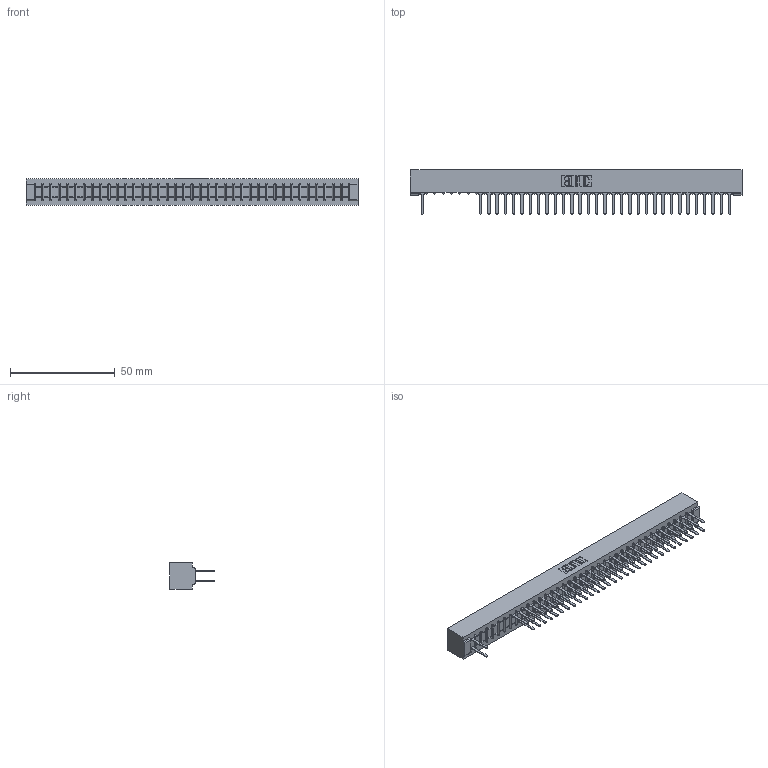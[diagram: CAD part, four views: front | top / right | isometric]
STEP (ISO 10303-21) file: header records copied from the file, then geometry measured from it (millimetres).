
FILE_DESCRIPTION (( 'STEP AP203' ), '1' );
FILE_NAME ('307-076-522-201.STEP', '2018-08-06T16:47:05', ( '' ), ( '' ), 'SwSTEP 2.0', 'SolidWorks 2016', '' );
FILE_SCHEMA (( 'CONFIG_CONTROL_DESIGN' ));
Length unit declared in the file: inch
Products named in the file (3): 307-290-001_522; 307-076-522-201; 307 Part_No Mounting Lugs
Assembly tree (64 placements, depth 2):
  307-076-522-201
    307 Part_No Mounting Lugs
    307-290-001_522  x63
Bounding box: 158.45 x 21.11 x 12.7 mm (x, y, z)
Volume: 17335.4 mm3; surface area: 21026.8 mm2
Topology: 64 solids, 64 shells, 3177 faces, 8905 edges, 5746 vertices
Faces by surface type: plane 2097, cylinder 1002, sphere 78
Entity records: 33560 total; most frequent: CARTESIAN_POINT 5541, ORIENTED_EDGE 5502, DIRECTION 5415, EDGE_CURVE 2751, LINE 2111, VECTOR 2111, VERTEX_POINT 1778, AXIS2_PLACEMENT_3D 1652
